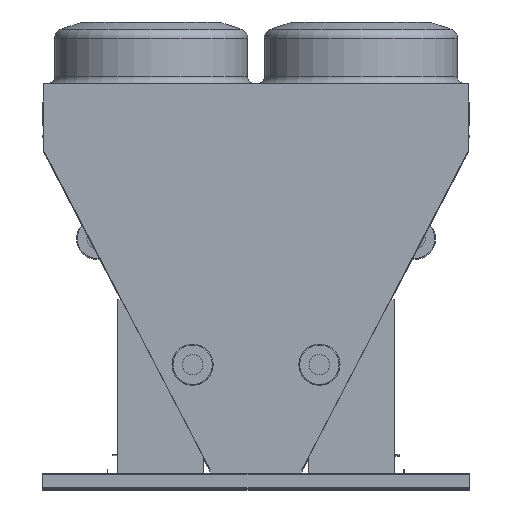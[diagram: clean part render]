
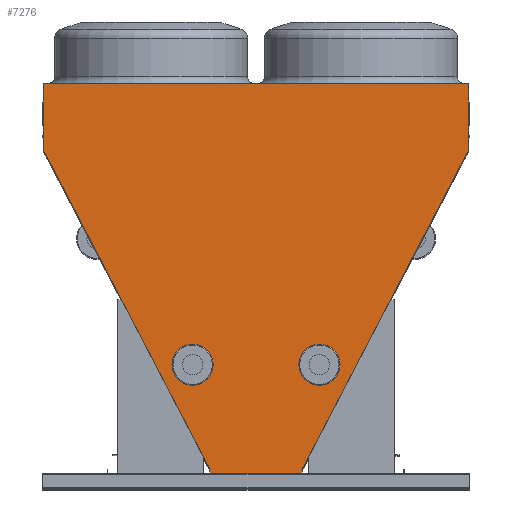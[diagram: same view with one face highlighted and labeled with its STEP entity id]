
A CAD part, top view. The second image highlights one B-rep face of the part: STEP entity #7276.
In plain terms, the highlighted planar face has unit normal (0, 0, 1).
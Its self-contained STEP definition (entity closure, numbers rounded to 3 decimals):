
#8 = ORIENTED_EDGE ( 'NONE', *, *, #4725, .T. ) ;
#292 = EDGE_CURVE ( 'NONE', #3434, #6499, #9150, .T. ) ;
#333 = VECTOR ( 'NONE', #18215, 1000. ) ;
#345 = DIRECTION ( 'NONE',  ( 0., -1., 0. ) ) ;
#450 = EDGE_CURVE ( 'NONE', #4861, #5327, #894, .T. ) ;
#626 = ORIENTED_EDGE ( 'NONE', *, *, #6991, .T. ) ;
#756 = CARTESIAN_POINT ( 'NONE',  ( -279.893, 0., 0. ) ) ;
#894 = LINE ( 'NONE', #19225, #13588 ) ;
#958 = DIRECTION ( 'NONE',  ( -1., 0., 0. ) ) ;
#964 = DIRECTION ( 'NONE',  ( 0., 0., -1. ) ) ;
#1038 = CARTESIAN_POINT ( 'NONE',  ( 0., 0., 0. ) ) ;
#1139 = AXIS2_PLACEMENT_3D ( 'NONE', #1038, #964, #958 ) ;
#1141 = VECTOR ( 'NONE', #14905, 1000. ) ;
#1216 = PLANE ( 'NONE',  #1139 ) ;
#1258 = CARTESIAN_POINT ( 'NONE',  ( 1127.607, 1711.053, 0. ) ) ;
#1264 = ORIENTED_EDGE ( 'NONE', *, *, #5767, .T. ) ;
#1287 = VERTEX_POINT ( 'NONE', #18740 ) ;
#1294 = DIRECTION ( 'NONE',  ( 0.462, 0.887, 0. ) ) ;
#1488 = VERTEX_POINT ( 'NONE', #8625 ) ;
#1766 = ORIENTED_EDGE ( 'NONE', *, *, #1899, .T. ) ;
#1814 = VERTEX_POINT ( 'NONE', #11649 ) ;
#1899 = EDGE_CURVE ( 'NONE', #11560, #8224, #4161, .T. ) ;
#1929 = CARTESIAN_POINT ( 'NONE',  ( -246.893, 17.358, 0. ) ) ;
#1972 = EDGE_LOOP ( 'NONE', ( #9063, #15700, #17585, #10835, #626, #10602, #16166, #17220, #1766, #4076, #17268, #9772, #1264, #12434, #14658, #8, #18186, #1993 ) ) ;
#1993 = ORIENTED_EDGE ( 'NONE', *, *, #16434, .T. ) ;
#2000 = DIRECTION ( 'NONE',  ( 0.887, -0.462, 0. ) ) ;
#2181 = EDGE_CURVE ( 'NONE', #19414, #9493, #19444, .T. ) ;
#2279 = VECTOR ( 'NONE', #3346, 1000. ) ;
#2634 = LINE ( 'NONE', #13794, #18750 ) ;
#2749 = CARTESIAN_POINT ( 'NONE',  ( 279.893, 0., 0. ) ) ;
#3283 = LINE ( 'NONE', #3368, #2279 ) ;
#3313 = EDGE_CURVE ( 'NONE', #10917, #1814, #13247, .T. ) ;
#3346 = DIRECTION ( 'NONE',  ( -0.461, -0.887, 0. ) ) ;
#3354 = VERTEX_POINT ( 'NONE', #10098 ) ;
#3368 = CARTESIAN_POINT ( 'NONE',  ( -246.893, 17.358, 0. ) ) ;
#3378 = VECTOR ( 'NONE', #11105, 1000. ) ;
#3434 = VERTEX_POINT ( 'NONE', #16075 ) ;
#3777 = VECTOR ( 'NONE', #18620, 1000. ) ;
#3831 = VECTOR ( 'NONE', #13285, 1000. ) ;
#4076 = ORIENTED_EDGE ( 'NONE', *, *, #6228, .T. ) ;
#4161 = LINE ( 'NONE', #18149, #333 ) ;
#4282 = EDGE_CURVE ( 'NONE', #14782, #1488, #2634, .T. ) ;
#4375 = DIRECTION ( 'NONE',  ( 0.462, 0.887, 0. ) ) ;
#4725 = EDGE_CURVE ( 'NONE', #11834, #10917, #16338, .T. ) ;
#4861 = VERTEX_POINT ( 'NONE', #1929 ) ;
#4887 = CARTESIAN_POINT ( 'NONE',  ( 1127.607, 1711.053, 0. ) ) ;
#4904 = EDGE_CURVE ( 'NONE', #6499, #11834, #14455, .T. ) ;
#4983 = VECTOR ( 'NONE', #1294, 1000. ) ;
#5327 = VERTEX_POINT ( 'NONE', #17473 ) ;
#5487 = CARTESIAN_POINT ( 'NONE',  ( -1136.282, 2083.62, 0. ) ) ;
#5709 = VERTEX_POINT ( 'NONE', #14531 ) ;
#5767 = EDGE_CURVE ( 'NONE', #17850, #3434, #5799, .T. ) ;
#5799 = LINE ( 'NONE', #14024, #9499 ) ;
#5866 = EDGE_CURVE ( 'NONE', #9493, #17850, #16299, .T. ) ;
#6228 = EDGE_CURVE ( 'NONE', #8224, #19414, #15113, .T. ) ;
#6382 = EDGE_CURVE ( 'NONE', #5709, #11560, #20345, .T. ) ;
#6499 = VERTEX_POINT ( 'NONE', #7850 ) ;
#6506 = EDGE_CURVE ( 'NONE', #5327, #5709, #10222, .T. ) ;
#6991 = EDGE_CURVE ( 'NONE', #1287, #4861, #3283, .T. ) ;
#7276 = ADVANCED_FACE ( 'NONE', ( #16037 ), #1216, .F. ) ;
#7436 = CARTESIAN_POINT ( 'NONE',  ( 1136.15, 2083.62, 0. ) ) ;
#7440 = CARTESIAN_POINT ( 'NONE',  ( -1127.739, 1711.053, 0. ) ) ;
#7441 = EDGE_CURVE ( 'NONE', #3354, #1287, #16246, .T. ) ;
#7514 = VECTOR ( 'NONE', #10018, 1000. ) ;
#7626 = EDGE_CURVE ( 'NONE', #17098, #3354, #11174, .T. ) ;
#7771 = DIRECTION ( 'NONE',  ( -1., 0., 0. ) ) ;
#7774 = EDGE_CURVE ( 'NONE', #1488, #17098, #8958, .T. ) ;
#7825 = CARTESIAN_POINT ( 'NONE',  ( -279.893, 1.482, 0. ) ) ;
#7850 = CARTESIAN_POINT ( 'NONE',  ( 1126.218, 1711.776, 0. ) ) ;
#8126 = CARTESIAN_POINT ( 'NONE',  ( 1127.607, 1711.053, 0. ) ) ;
#8224 = VERTEX_POINT ( 'NONE', #2749 ) ;
#8426 = CARTESIAN_POINT ( 'NONE',  ( 245.39, 20.232, 0. ) ) ;
#8625 = CARTESIAN_POINT ( 'NONE',  ( -1136.282, 1727.462, 0. ) ) ;
#8896 = DIRECTION ( 'NONE',  ( 0., -1., 0. ) ) ;
#8958 = LINE ( 'NONE', #12030, #13200 ) ;
#8970 = CARTESIAN_POINT ( 'NONE',  ( -279.893, 0., 0. ) ) ;
#9063 = ORIENTED_EDGE ( 'NONE', *, *, #4282, .T. ) ;
#9150 = LINE ( 'NONE', #8426, #4983 ) ;
#9399 = CARTESIAN_POINT ( 'NONE',  ( 246.893, 1.482, 0. ) ) ;
#9493 = VERTEX_POINT ( 'NONE', #9399 ) ;
#9499 = VECTOR ( 'NONE', #14092, 1000. ) ;
#9772 = ORIENTED_EDGE ( 'NONE', *, *, #5866, .T. ) ;
#10018 = DIRECTION ( 'NONE',  ( 0., 1., 0. ) ) ;
#10098 = CARTESIAN_POINT ( 'NONE',  ( -1126.246, 1711.83, 0. ) ) ;
#10172 = CARTESIAN_POINT ( 'NONE',  ( 279.893, 0., 0. ) ) ;
#10222 = LINE ( 'NONE', #7825, #17936 ) ;
#10284 = DIRECTION ( 'NONE',  ( 0., 1., 0. ) ) ;
#10602 = ORIENTED_EDGE ( 'NONE', *, *, #450, .T. ) ;
#10835 = ORIENTED_EDGE ( 'NONE', *, *, #7441, .T. ) ;
#10917 = VERTEX_POINT ( 'NONE', #13998 ) ;
#11105 = DIRECTION ( 'NONE',  ( -1., 0., 0. ) ) ;
#11174 = LINE ( 'NONE', #15695, #15312 ) ;
#11173 = CARTESIAN_POINT ( 'NONE',  ( 279.893, 1.482, 0. ) ) ;
#11308 = CARTESIAN_POINT ( 'NONE',  ( 279.893, 1.482, 0. ) ) ;
#11560 = VERTEX_POINT ( 'NONE', #756 ) ;
#11649 = CARTESIAN_POINT ( 'NONE',  ( 1136.15, 2083.62, 0. ) ) ;
#11797 = DIRECTION ( 'NONE',  ( 0.462, -0.887, 0. ) ) ;
#11834 = VERTEX_POINT ( 'NONE', #8126 ) ;
#12030 = CARTESIAN_POINT ( 'NONE',  ( -1127.739, 1711.053, 0. ) ) ;
#12434 = ORIENTED_EDGE ( 'NONE', *, *, #292, .T. ) ;
#12740 = VECTOR ( 'NONE', #8896, 1000. ) ;
#13200 = VECTOR ( 'NONE', #11797, 1000. ) ;
#13247 = LINE ( 'NONE', #7436, #7514 ) ;
#13285 = DIRECTION ( 'NONE',  ( 0., 1., 0. ) ) ;
#13493 = CARTESIAN_POINT ( 'NONE',  ( 246.893, 17.358, 0. ) ) ;
#13537 = DIRECTION ( 'NONE',  ( 0., -1., 0. ) ) ;
#13588 = VECTOR ( 'NONE', #345, 1000. ) ;
#13794 = CARTESIAN_POINT ( 'NONE',  ( -1136.282, 1727.462, 0. ) ) ;
#13805 = LINE ( 'NONE', #5487, #1141 ) ;
#13971 = VECTOR ( 'NONE', #2000, 1000. ) ;
#13998 = CARTESIAN_POINT ( 'NONE',  ( 1136.15, 1727.462, 0. ) ) ;
#14024 = CARTESIAN_POINT ( 'NONE',  ( 246.893, 17.358, 0. ) ) ;
#14092 = DIRECTION ( 'NONE',  ( -0.463, 0.886, 0. ) ) ;
#14112 = CARTESIAN_POINT ( 'NONE',  ( -1136.282, 2083.62, 0. ) ) ;
#14455 = LINE ( 'NONE', #1258, #13971 ) ;
#14531 = CARTESIAN_POINT ( 'NONE',  ( -279.893, 1.482, 0. ) ) ;
#14658 = ORIENTED_EDGE ( 'NONE', *, *, #4904, .T. ) ;
#14782 = VERTEX_POINT ( 'NONE', #14112 ) ;
#14905 = DIRECTION ( 'NONE',  ( -1., 0., 0. ) ) ;
#15113 = LINE ( 'NONE', #10172, #18192 ) ;
#15262 = DIRECTION ( 'NONE',  ( 0.887, 0.462, 0. ) ) ;
#15312 = VECTOR ( 'NONE', #15262, 1000. ) ;
#15695 = CARTESIAN_POINT ( 'NONE',  ( -1127.739, 1711.053, 0. ) ) ;
#15700 = ORIENTED_EDGE ( 'NONE', *, *, #7774, .T. ) ;
#15888 = VECTOR ( 'NONE', #4375, 1000. ) ;
#16037 = FACE_OUTER_BOUND ( 'NONE', #1972, .T. ) ;
#16075 = CARTESIAN_POINT ( 'NONE',  ( 245.39, 20.232, 0. ) ) ;
#16166 = ORIENTED_EDGE ( 'NONE', *, *, #6506, .T. ) ;
#16246 = LINE ( 'NONE', #19302, #3777 ) ;
#16299 = LINE ( 'NONE', #13493, #3831 ) ;
#16338 = LINE ( 'NONE', #4887, #15888 ) ;
#16434 = EDGE_CURVE ( 'NONE', #1814, #14782, #13805, .T. ) ;
#17098 = VERTEX_POINT ( 'NONE', #7440 ) ;
#17129 = CARTESIAN_POINT ( 'NONE',  ( 246.893, 17.358, 0. ) ) ;
#17220 = ORIENTED_EDGE ( 'NONE', *, *, #6382, .T. ) ;
#17268 = ORIENTED_EDGE ( 'NONE', *, *, #2181, .T. ) ;
#17473 = CARTESIAN_POINT ( 'NONE',  ( -246.893, 1.482, 0. ) ) ;
#17585 = ORIENTED_EDGE ( 'NONE', *, *, #7626, .T. ) ;
#17850 = VERTEX_POINT ( 'NONE', #17129 ) ;
#17936 = VECTOR ( 'NONE', #7771, 1000. ) ;
#18149 = CARTESIAN_POINT ( 'NONE',  ( 279.893, 0., 0. ) ) ;
#18186 = ORIENTED_EDGE ( 'NONE', *, *, #3313, .T. ) ;
#18192 = VECTOR ( 'NONE', #10284, 1000. ) ;
#18215 = DIRECTION ( 'NONE',  ( 1., 0., 0. ) ) ;
#18620 = DIRECTION ( 'NONE',  ( 0.462, -0.887, 0. ) ) ;
#18740 = CARTESIAN_POINT ( 'NONE',  ( -245.403, 20.223, 0. ) ) ;
#18750 = VECTOR ( 'NONE', #13537, 1000. ) ;
#19225 = CARTESIAN_POINT ( 'NONE',  ( -246.893, 17.358, 0. ) ) ;
#19302 = CARTESIAN_POINT ( 'NONE',  ( -245.403, 20.223, 0. ) ) ;
#19414 = VERTEX_POINT ( 'NONE', #11173 ) ;
#19444 = LINE ( 'NONE', #11308, #3378 ) ;
#20345 = LINE ( 'NONE', #8970, #12740 ) ;
